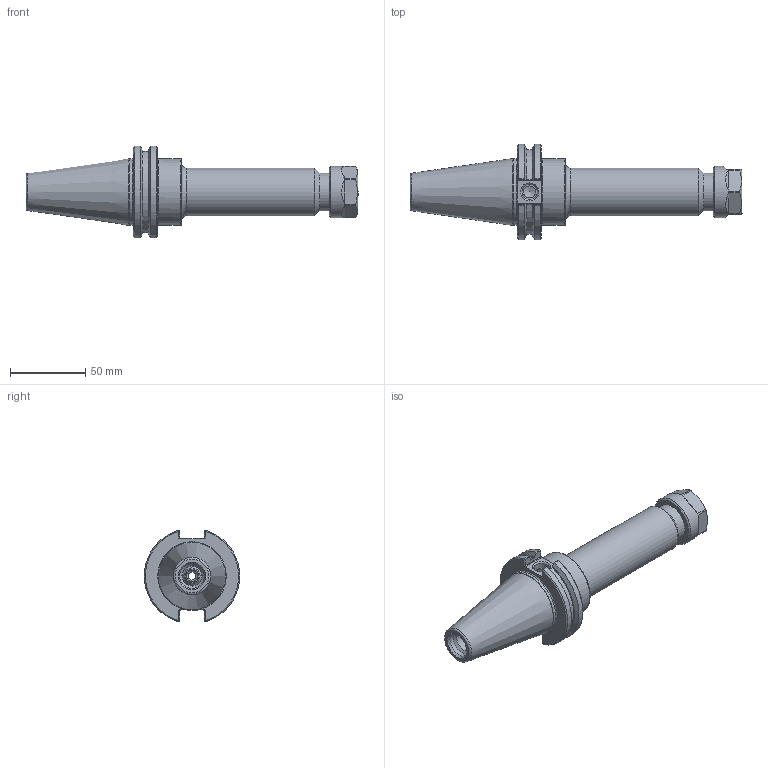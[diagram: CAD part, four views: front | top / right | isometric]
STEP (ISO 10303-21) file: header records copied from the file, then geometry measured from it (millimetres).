
FILE_DESCRIPTION(/* description */ ('ER COLLET CHUCK'),/* implementation_level */ '2;1');
FILE_NAME(/* name */ 'C40-20ERF600.stp',/* time_stamp */ '2017-01-19T13:23:16-05:00',/* author */ ('davhar'),/* organization */ (''),/* preprocessor_version */ 'ST-DEVELOPER v16.1',/* originating_system */ 'Autodesk Inventor 2016',/* authorisation */ '11.3 in^3');
FILE_SCHEMA (('AUTOMOTIVE_DESIGN { 1 0 10303 214 3 1 1 }'));
Length unit declared in the file: inch
Products named in the file (4): C40-20ER6-1; 20ERHN; BS-09; C40-20ERF600
Assembly tree (3 placements, depth 2):
  C40-20ERF600
    C40-20ER6-1
    20ERHN
    BS-09
Bounding box: 220.66 x 63.26 x 61.05 mm (x, y, z)
Volume: 196012.5 mm3; surface area: 42829.8 mm2
Topology: 3 solids, 3 shells, 146 faces, 362 edges, 227 vertices
Faces by surface type: plane 64, cylinder 40, cone 31, torus 11
Full cylindrical faces by diameter (mm): 7.137 x1, 8.001 x1, 10.135 x1, 10.719 x2, 12.751 x1, 13.36 x1, 13.386 x1, 14.097 x1, 14.478 x1, 15.494 x1, 16.459 x1, 23.5 x1, 25 x1, 26 x1, 31.75 x1, 34 x1, 43.942 x1, 44.45 x1
Entity records: 4235 total; most frequent: CARTESIAN_POINT 889, DIRECTION 670, ORIENTED_EDGE 608, EDGE_CURVE 304, AXIS2_PLACEMENT_3D 271, VERTEX_POINT 216, EDGE_LOOP 204, FACE_OUTER_BOUND 146
